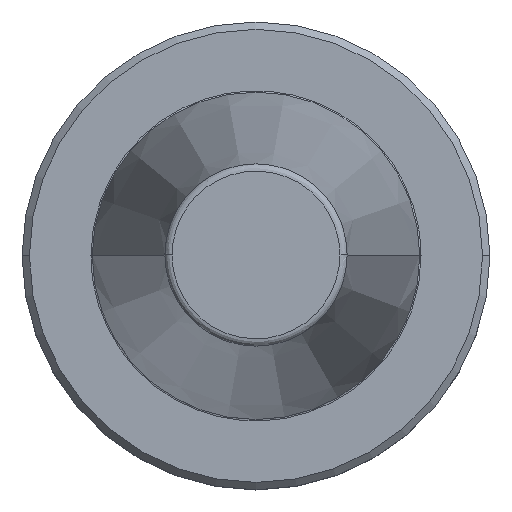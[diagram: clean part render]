
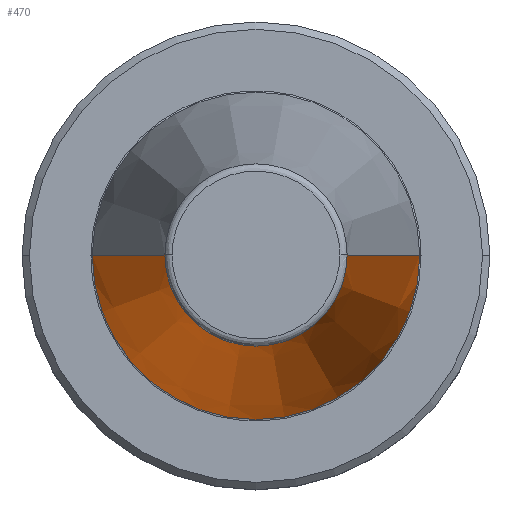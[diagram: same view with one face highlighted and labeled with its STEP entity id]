
A CAD part, top view. The second image highlights one B-rep face of the part: STEP entity #470.
In plain terms, the highlighted conical face has half-angle 8.297 degrees and reference radius 22.225 mm.
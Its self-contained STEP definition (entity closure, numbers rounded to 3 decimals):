
#9 = DIRECTION ( 'NONE',  ( -1., 0., 0. ) ) ;
#33 = DIRECTION ( 'NONE',  ( 0., 0., -1. ) ) ;
#52 = EDGE_CURVE ( 'NONE', #948, #1137, #634, .T. ) ;
#132 = CARTESIAN_POINT ( 'NONE',  ( 22.225, 0., 0. ) ) ;
#157 = VECTOR ( 'NONE', #270, 1000. ) ;
#172 = CARTESIAN_POINT ( 'NONE',  ( -22.225, 0., 0. ) ) ;
#239 = CARTESIAN_POINT ( 'NONE',  ( 0., 0., 0. ) ) ;
#242 = ORIENTED_EDGE ( 'NONE', *, *, #1311, .T. ) ;
#254 = DIRECTION ( 'NONE',  ( 0., 0., -1. ) ) ;
#255 = CIRCLE ( 'NONE', #484, 22.225 ) ;
#270 = DIRECTION ( 'NONE',  ( -0.144, 0., -0.99 ) ) ;
#279 = CARTESIAN_POINT ( 'NONE',  ( 12.375, 0., 67.544 ) ) ;
#320 = VERTEX_POINT ( 'NONE', #132 ) ;
#395 = DIRECTION ( 'NONE',  ( 0., 0., 1. ) ) ;
#445 = CONICAL_SURFACE ( 'NONE', #775, 22.225, 0.145 ) ;
#449 = EDGE_LOOP ( 'NONE', ( #1054, #545, #1231, #242 ) ) ;
#470 = ADVANCED_FACE ( 'NONE', ( #830 ), #445, .T. ) ;
#480 = LINE ( 'NONE', #1237, #1170 ) ;
#484 = AXIS2_PLACEMENT_3D ( 'NONE', #999, #395, #1095 ) ;
#496 = CARTESIAN_POINT ( 'NONE',  ( 0., 0., 67.544 ) ) ;
#528 = EDGE_CURVE ( 'NONE', #948, #320, #480, .T. ) ;
#545 = ORIENTED_EDGE ( 'NONE', *, *, #52, .T. ) ;
#634 = CIRCLE ( 'NONE', #1164, 12.375 ) ;
#677 = VERTEX_POINT ( 'NONE', #827 ) ;
#725 = DIRECTION ( 'NONE',  ( 0.144, 0., -0.99 ) ) ;
#775 = AXIS2_PLACEMENT_3D ( 'NONE', #239, #33, #9 ) ;
#806 = CARTESIAN_POINT ( 'NONE',  ( -12.375, 0., 67.544 ) ) ;
#827 = CARTESIAN_POINT ( 'NONE',  ( -22.225, 0., 0. ) ) ;
#830 = FACE_OUTER_BOUND ( 'NONE', #449, .T. ) ;
#948 = VERTEX_POINT ( 'NONE', #279 ) ;
#959 = DIRECTION ( 'NONE',  ( -1., 0., 0. ) ) ;
#999 = CARTESIAN_POINT ( 'NONE',  ( 0., 0., 0. ) ) ;
#1013 = EDGE_CURVE ( 'NONE', #1137, #677, #1211, .T. ) ;
#1054 = ORIENTED_EDGE ( 'NONE', *, *, #528, .F. ) ;
#1095 = DIRECTION ( 'NONE',  ( -1., 0., 0. ) ) ;
#1137 = VERTEX_POINT ( 'NONE', #806 ) ;
#1164 = AXIS2_PLACEMENT_3D ( 'NONE', #496, #254, #959 ) ;
#1170 = VECTOR ( 'NONE', #725, 1000. ) ;
#1211 = LINE ( 'NONE', #172, #157 ) ;
#1231 = ORIENTED_EDGE ( 'NONE', *, *, #1013, .T. ) ;
#1237 = CARTESIAN_POINT ( 'NONE',  ( 22.225, 0., 0. ) ) ;
#1311 = EDGE_CURVE ( 'NONE', #677, #320, #255, .T. ) ;
